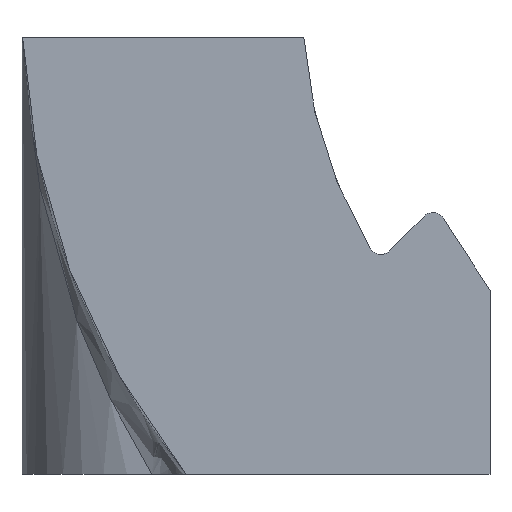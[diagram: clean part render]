
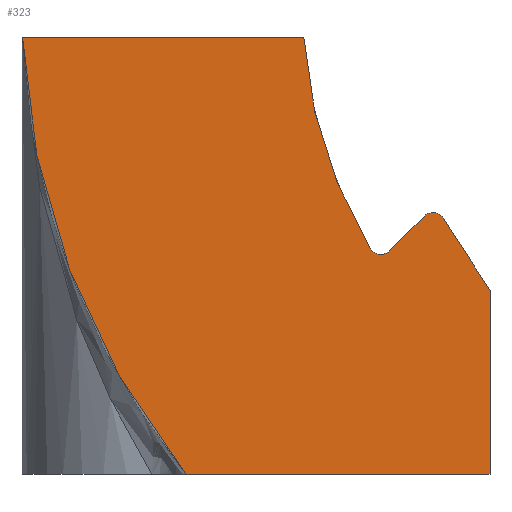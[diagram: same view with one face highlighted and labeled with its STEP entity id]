
A CAD part, front view. The second image highlights one B-rep face of the part: STEP entity #323.
In plain terms, the highlighted planar face has unit normal (0, -1, 0).
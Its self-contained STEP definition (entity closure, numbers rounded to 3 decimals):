
#23=LINE('',#591,#47);
#28=LINE('',#611,#52);
#31=LINE('',#617,#55);
#35=LINE('',#629,#59);
#41=LINE('',#649,#65);
#47=VECTOR('',#383,10.);
#52=VECTOR('',#406,10.);
#55=VECTOR('',#411,10.);
#59=VECTOR('',#423,10.);
#65=VECTOR('',#445,10.);
#73=PLANE('',#365);
#80=CIRCLE('',#351,24.);
#81=CIRCLE('',#355,0.4);
#83=CIRCLE('',#359,0.4);
#86=CIRCLE('',#366,15.);
#108=FACE_OUTER_BOUND('',#126,.T.);
#126=EDGE_LOOP('',(#284,#285,#286,#287,#288,#289,#290,#291,#292));
#149=VERTEX_POINT('',#588);
#150=VERTEX_POINT('',#590);
#155=VERTEX_POINT('',#606);
#156=VERTEX_POINT('',#610);
#158=VERTEX_POINT('',#616);
#160=VERTEX_POINT('',#622);
#162=VERTEX_POINT('',#628);
#164=VERTEX_POINT('',#634);
#168=VERTEX_POINT('',#648);
#183=EDGE_CURVE('',#149,#150,#23,.T.);
#191=EDGE_CURVE('',#150,#155,#80,.T.);
#193=EDGE_CURVE('',#149,#156,#28,.T.);
#196=EDGE_CURVE('',#158,#156,#31,.T.);
#199=EDGE_CURVE('',#158,#160,#81,.T.);
#202=EDGE_CURVE('',#162,#160,#35,.T.);
#205=EDGE_CURVE('',#164,#162,#83,.T.);
#212=EDGE_CURVE('',#168,#155,#41,.T.);
#213=EDGE_CURVE('',#168,#164,#86,.T.);
#284=ORIENTED_EDGE('',*,*,#212,.T.);
#285=ORIENTED_EDGE('',*,*,#191,.F.);
#286=ORIENTED_EDGE('',*,*,#183,.F.);
#287=ORIENTED_EDGE('',*,*,#193,.T.);
#288=ORIENTED_EDGE('',*,*,#196,.F.);
#289=ORIENTED_EDGE('',*,*,#199,.T.);
#290=ORIENTED_EDGE('',*,*,#202,.F.);
#291=ORIENTED_EDGE('',*,*,#205,.F.);
#292=ORIENTED_EDGE('',*,*,#213,.F.);
#323=ADVANCED_FACE('',(#108),#73,.T.);
#351=AXIS2_PLACEMENT_3D('',#607,#401,#402);
#355=AXIS2_PLACEMENT_3D('',#623,#416,#417);
#359=AXIS2_PLACEMENT_3D('',#635,#428,#429);
#365=AXIS2_PLACEMENT_3D('',#647,#443,#444);
#366=AXIS2_PLACEMENT_3D('',#650,#446,#447);
#383=DIRECTION('',(-1.,0.,0.));
#401=DIRECTION('center_axis',(0.,1.,0.));
#402=DIRECTION('ref_axis',(1.,0.,0.));
#406=DIRECTION('',(0.,0.,1.));
#411=DIRECTION('',(0.543,0.,-0.839));
#416=DIRECTION('center_axis',(0.,-1.,0.));
#417=DIRECTION('ref_axis',(0.839,0.,0.543));
#423=DIRECTION('',(0.707,0.,0.707));
#428=DIRECTION('center_axis',(0.,-1.,0.));
#429=DIRECTION('ref_axis',(-0.856,0.,-0.517));
#443=DIRECTION('center_axis',(0.,-1.,0.));
#444=DIRECTION('ref_axis',(-1.,0.,0.));
#445=DIRECTION('',(-1.,0.,0.));
#446=DIRECTION('center_axis',(0.,-1.,0.));
#447=DIRECTION('ref_axis',(-0.856,0.,0.517));
#588=CARTESIAN_POINT('',(-9.,0.,-15.));
#590=CARTESIAN_POINT('',(-18.735,0.,-15.));
#591=CARTESIAN_POINT('',(-9.,0.,-15.));
#606=CARTESIAN_POINT('',(-23.979,0.,-1.));
#607=CARTESIAN_POINT('Origin',(0.,0.,0.));
#610=CARTESIAN_POINT('',(-9.,0.,-9.099));
#611=CARTESIAN_POINT('',(-9.,0.,-15.));
#616=CARTESIAN_POINT('',(-10.493,0.,-6.793));
#617=CARTESIAN_POINT('',(-10.493,0.,-6.793));
#622=CARTESIAN_POINT('',(-11.112,0.,-6.728));
#623=CARTESIAN_POINT('Origin',(-10.829,0.,-7.01));
#628=CARTESIAN_POINT('',(-12.215,0.,-7.831));
#629=CARTESIAN_POINT('',(-12.215,0.,-7.831));
#634=CARTESIAN_POINT('',(-12.84,0.,-7.755));
#635=CARTESIAN_POINT('Origin',(-12.498,0.,-7.548));
#647=CARTESIAN_POINT('Origin',(-10.,0.,15.));
#648=CARTESIAN_POINT('',(-14.967,0.,-1.));
#649=CARTESIAN_POINT('',(-10.,0.,-1.));
#650=CARTESIAN_POINT('Origin',(0.,0.,0.));
